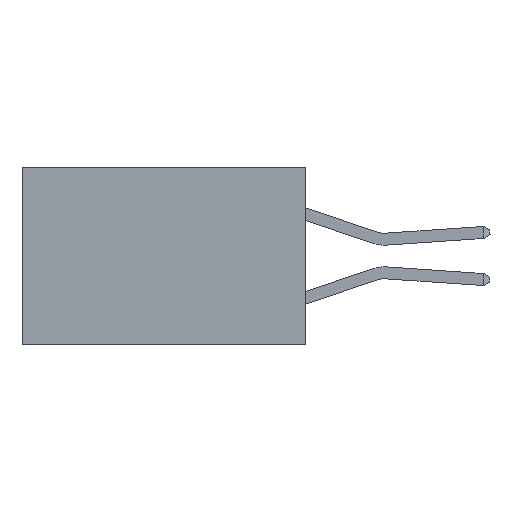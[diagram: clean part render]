
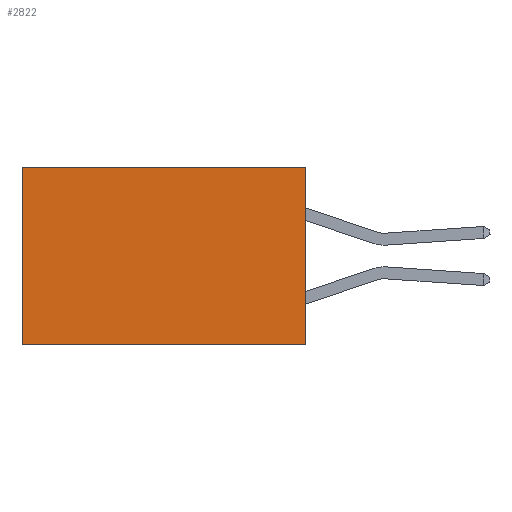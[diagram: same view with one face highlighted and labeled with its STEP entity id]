
A CAD part, left-side view. The second image highlights one B-rep face of the part: STEP entity #2822.
In plain terms, the highlighted planar face has unit normal (-1, 0, 0).
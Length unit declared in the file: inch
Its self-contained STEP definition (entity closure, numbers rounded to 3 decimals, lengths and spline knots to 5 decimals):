
#6 = CARTESIAN_POINT ( 'NONE',  ( 0.277, 0.59, -0.37 ) ) ;
#38 = CARTESIAN_POINT ( 'NONE',  ( 0.277, 0., -0.37 ) ) ;
#247 = VECTOR ( 'NONE', #8574, 39.37008 ) ;
#481 = CARTESIAN_POINT ( 'NONE',  ( 0.277, 0., -0.37 ) ) ;
#544 = CARTESIAN_POINT ( 'NONE',  ( 0.277, 0., 0. ) ) ;
#549 = CARTESIAN_POINT ( 'NONE',  ( 0.277, 0., -0.37 ) ) ;
#822 = ORIENTED_EDGE ( 'NONE', *, *, #3824, .F. ) ;
#1037 = ORIENTED_EDGE ( 'NONE', *, *, #5951, .F. ) ;
#1145 = LINE ( 'NONE', #7223, #8329 ) ;
#1656 = CARTESIAN_POINT ( 'NONE',  ( 0.277, 0.59, -0.37 ) ) ;
#1815 = AXIS2_PLACEMENT_3D ( 'NONE', #549, #4027, #3220 ) ;
#1882 = EDGE_CURVE ( 'NONE', #4072, #3189, #4151, .T. ) ;
#2063 = DIRECTION ( 'NONE',  ( 0., 1., 0. ) ) ;
#2235 = ORIENTED_EDGE ( 'NONE', *, *, #6485, .T. ) ;
#2822 = ADVANCED_FACE ( 'NONE', ( #4771 ), #4549, .F. ) ;
#3189 = VERTEX_POINT ( 'NONE', #5238 ) ;
#3220 = DIRECTION ( 'NONE',  ( 0., 0., -1. ) ) ;
#3824 = EDGE_CURVE ( 'NONE', #4072, #6094, #1145, .T. ) ;
#4027 = DIRECTION ( 'NONE',  ( 1., 0., 0. ) ) ;
#4072 = VERTEX_POINT ( 'NONE', #5471 ) ;
#4151 = LINE ( 'NONE', #544, #7260 ) ;
#4549 = PLANE ( 'NONE',  #1815 ) ;
#4771 = FACE_OUTER_BOUND ( 'NONE', #5233, .T. ) ;
#5233 = EDGE_LOOP ( 'NONE', ( #2235, #1037, #822, #5906 ) ) ;
#5238 = CARTESIAN_POINT ( 'NONE',  ( 0.277, 0.59, 0. ) ) ;
#5471 = CARTESIAN_POINT ( 'NONE',  ( 0.277, 0., 0. ) ) ;
#5510 = VERTEX_POINT ( 'NONE', #1656 ) ;
#5906 = ORIENTED_EDGE ( 'NONE', *, *, #1882, .T. ) ;
#5951 = EDGE_CURVE ( 'NONE', #6094, #5510, #5976, .T. ) ;
#5976 = LINE ( 'NONE', #38, #247 ) ;
#6094 = VERTEX_POINT ( 'NONE', #481 ) ;
#6485 = EDGE_CURVE ( 'NONE', #3189, #5510, #7689, .T. ) ;
#7212 = DIRECTION ( 'NONE',  ( 0., 0., -1. ) ) ;
#7223 = CARTESIAN_POINT ( 'NONE',  ( 0.277, 0., -0.37 ) ) ;
#7260 = VECTOR ( 'NONE', #2063, 39.37008 ) ;
#7491 = VECTOR ( 'NONE', #8635, 39.37008 ) ;
#7689 = LINE ( 'NONE', #6, #7491 ) ;
#8329 = VECTOR ( 'NONE', #7212, 39.37008 ) ;
#8574 = DIRECTION ( 'NONE',  ( 0., 1., 0. ) ) ;
#8635 = DIRECTION ( 'NONE',  ( 0., 0., -1. ) ) ;
